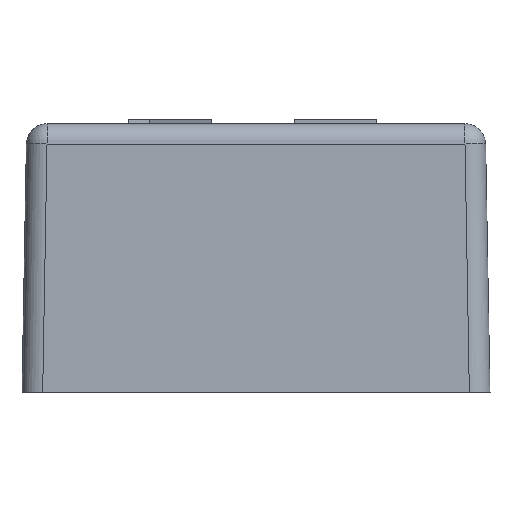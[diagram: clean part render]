
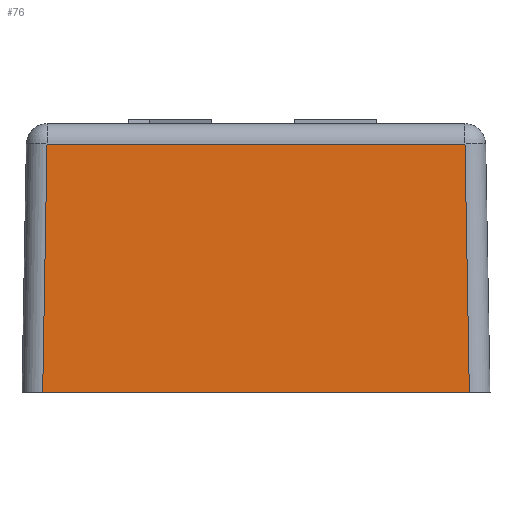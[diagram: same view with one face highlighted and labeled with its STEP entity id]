
A CAD part, left-side view. The second image highlights one B-rep face of the part: STEP entity #76.
In plain terms, the highlighted planar face has unit normal (-1, 0, 0.018).
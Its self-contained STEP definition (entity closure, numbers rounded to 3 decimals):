
#76 = ADVANCED_FACE( '', ( #167 ), #168, .T. );
#167 = FACE_OUTER_BOUND( '', #342, .T. );
#168 = PLANE( '', #343 );
#342 = EDGE_LOOP( '', ( #562, #563, #564, #565 ) );
#343 = AXIS2_PLACEMENT_3D( '', #566, #567, #568 );
#562 = ORIENTED_EDGE( '', *, *, #1235, .T. );
#563 = ORIENTED_EDGE( '', *, *, #1236, .T. );
#564 = ORIENTED_EDGE( '', *, *, #1237, .T. );
#565 = ORIENTED_EDGE( '', *, *, #1238, .T. );
#566 = CARTESIAN_POINT( '', ( -28.3, -28.3, 0. ) );
#567 = DIRECTION( '', ( -1., 0., 0.017 ) );
#568 = DIRECTION( '', ( 0.017, 0., 1. ) );
#1235 = EDGE_CURVE( '', #1472, #1473, #1474, .T. );
#1236 = EDGE_CURVE( '', #1473, #1475, #1476, .F. );
#1237 = EDGE_CURVE( '', #1475, #1477, #1478, .F. );
#1238 = EDGE_CURVE( '', #1477, #1472, #1479, .F. );
#1472 = VERTEX_POINT( '', #1880 );
#1473 = VERTEX_POINT( '', #1881 );
#1474 = LINE( '', #1882, #1883 );
#1475 = VERTEX_POINT( '', #1884 );
#1476 = LINE( '', #1885, #1886 );
#1477 = VERTEX_POINT( '', #1887 );
#1478 = LINE( '', #1888, #1889 );
#1479 = LINE( '', #1890, #1891 );
#1880 = CARTESIAN_POINT( '', ( -28.3, -25.8, 0. ) );
#1881 = CARTESIAN_POINT( '', ( -27.776, -25.276, 30.044 ) );
#1882 = CARTESIAN_POINT( '', ( -28.301, -25.801, -0.044 ) );
#1883 = VECTOR( '', #2348, 1000. );
#1884 = CARTESIAN_POINT( '', ( -27.776, 25.276, 30.044 ) );
#1885 = CARTESIAN_POINT( '', ( -27.776, 25.233, 30.044 ) );
#1886 = VECTOR( '', #2349, 1000. );
#1887 = CARTESIAN_POINT( '', ( -28.3, 25.8, 0. ) );
#1888 = CARTESIAN_POINT( '', ( -28.284, 25.784, 0.944 ) );
#1889 = VECTOR( '', #2350, 1000. );
#1890 = CARTESIAN_POINT( '', ( -28.3, -28.3, 0. ) );
#1891 = VECTOR( '', #2351, 1000. );
#2348 = DIRECTION( '', ( 0.017, 0.017, 1. ) );
#2349 = DIRECTION( '', ( 0., -1., 0. ) );
#2350 = DIRECTION( '', ( 0.017, -0.017, 1. ) );
#2351 = DIRECTION( '', ( 0., 1., 0. ) );
